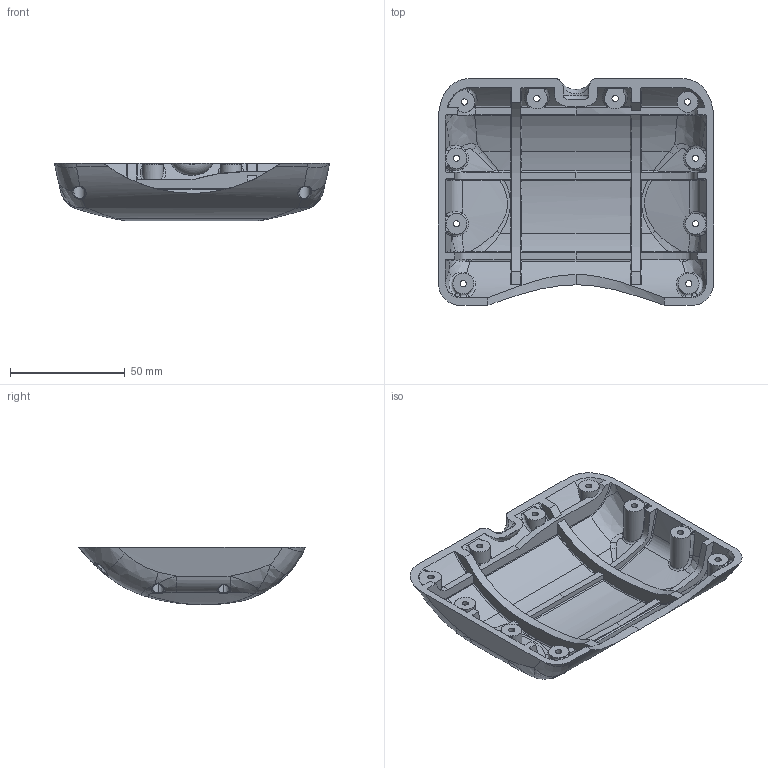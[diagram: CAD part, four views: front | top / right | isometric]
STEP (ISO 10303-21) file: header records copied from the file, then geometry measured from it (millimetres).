
FILE_DESCRIPTION (( 'STEP AP214' ), '1' );
FILE_NAME ('027_HeadBack_Printed_ABSplus_NimbroOP_v0.1.STEP', '2012-10-07T10:58:47', ( 'schreiber' ), ( '' ), 'SwSTEP 2.0', 'SolidWorks 2012', '' );
FILE_SCHEMA (( 'AUTOMOTIVE_DESIGN' ));
Length unit declared in the file: millimetre
Products named in the file (1): 027_HeadBack_Printed_ABSplus_NimbroOP_v0.1
Bounding box: 119.67 x 98.59 x 24.99 mm (x, y, z)
Volume: 52469.1 mm3; surface area: 35667.5 mm2
Topology: 1 solids, 1 shells, 464 faces, 1226 edges, 764 vertices
Faces by surface type: bspline 215, cylinder 142, plane 57, torus 46, sphere 4
Entity records: 25446 total; most frequent: CARTESIAN_POINT 15661, ORIENTED_EDGE 2452, DIRECTION 1507, EDGE_CURVE 1226, VERTEX_POINT 764, AXIS2_PLACEMENT_3D 628, B_SPLINE_CURVE_WITH_KNOTS 581, EDGE_LOOP 484
